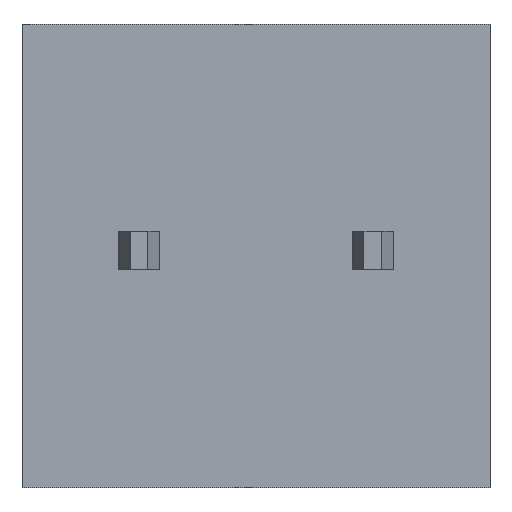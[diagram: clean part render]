
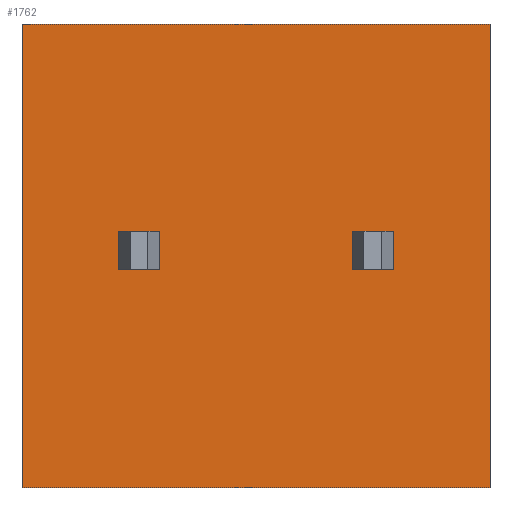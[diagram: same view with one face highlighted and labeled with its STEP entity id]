
A CAD part, front view. The second image highlights one B-rep face of the part: STEP entity #1762.
In plain terms, the highlighted planar face has unit normal (0, -1, 0).
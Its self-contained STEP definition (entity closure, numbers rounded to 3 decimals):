
#920 = ORIENTED_EDGE ( 'NONE', *, *, #1737, .T. ) ;
#927 = ORIENTED_EDGE ( 'NONE', *, *, #1743, .T. ) ;
#928 = ORIENTED_EDGE ( 'NONE', *, *, #1742, .T. ) ;
#929 = ORIENTED_EDGE ( 'NONE', *, *, #1744, .F. ) ;
#936 = ORIENTED_EDGE ( 'NONE', *, *, #1600, .F. ) ;
#937 = ORIENTED_EDGE ( 'NONE', *, *, #1705, .T. ) ;
#938 = ORIENTED_EDGE ( 'NONE', *, *, #1603, .F. ) ;
#939 = VERTEX_POINT ( 'NONE', #1928 ) ;
#943 = VERTEX_POINT ( 'NONE', #1932 ) ;
#945 = ORIENTED_EDGE ( 'NONE', *, *, #1565, .F. ) ;
#946 = ORIENTED_EDGE ( 'NONE', *, *, #1607, .F. ) ;
#947 = ORIENTED_EDGE ( 'NONE', *, *, #1706, .T. ) ;
#954 = ORIENTED_EDGE ( 'NONE', *, *, #1610, .F. ) ;
#955 = ORIENTED_EDGE ( 'NONE', *, *, #1575, .F. ) ;
#1026 = EDGE_LOOP ( 'NONE', ( #954, #947, #946, #955 ) ) ;
#1027 = EDGE_LOOP ( 'NONE', ( #938, #937, #936, #945 ) ) ;
#1028 = EDGE_LOOP ( 'NONE', ( #928, #927, #929, #920 ) ) ;
#1277 = VECTOR ( 'NONE', #3435, 1000. ) ;
#1282 = VECTOR ( 'NONE', #3432, 1000. ) ;
#1309 = VECTOR ( 'NONE', #3549, 1000. ) ;
#1311 = VECTOR ( 'NONE', #3546, 1000. ) ;
#1313 = VECTOR ( 'NONE', #3543, 1000. ) ;
#1322 = VECTOR ( 'NONE', #3528, 1000. ) ;
#1398 = VERTEX_POINT ( 'NONE', #1944 ) ;
#1401 = VERTEX_POINT ( 'NONE', #1947 ) ;
#1410 = VERTEX_POINT ( 'NONE', #1956 ) ;
#1411 = VERTEX_POINT ( 'NONE', #1957 ) ;
#1413 = VERTEX_POINT ( 'NONE', #1959 ) ;
#1565 = EDGE_CURVE ( 'NONE', #1985, #1999, #2543, .T. ) ;
#1575 = EDGE_CURVE ( 'NONE', #1401, #2163, #2573, .T. ) ;
#1600 = EDGE_CURVE ( 'NONE', #1999, #1410, #2648, .T. ) ;
#1603 = EDGE_CURVE ( 'NONE', #1398, #1985, #2657, .T. ) ;
#1607 = EDGE_CURVE ( 'NONE', #2163, #1413, #2669, .T. ) ;
#1610 = EDGE_CURVE ( 'NONE', #1411, #1401, #2678, .T. ) ;
#1705 = EDGE_CURVE ( 'NONE', #1398, #1410, #3430, .T. ) ;
#1706 = EDGE_CURVE ( 'NONE', #1411, #1413, #3433, .T. ) ;
#1737 = EDGE_CURVE ( 'NONE', #2401, #2403, #3526, .T. ) ;
#1742 = EDGE_CURVE ( 'NONE', #2403, #943, #3541, .T. ) ;
#1743 = EDGE_CURVE ( 'NONE', #943, #939, #3544, .T. ) ;
#1744 = EDGE_CURVE ( 'NONE', #2401, #939, #3547, .T. ) ;
#1762 = ADVANCED_FACE ( 'NONE', ( #5599, #5597, #5605 ), #3669, .T. ) ;
#1928 = CARTESIAN_POINT ( 'NONE',  ( -5.004, -7.874, -5.461 ) ) ;
#1932 = CARTESIAN_POINT ( 'NONE',  ( -5.004, -7.874, 4.445 ) ) ;
#1944 = CARTESIAN_POINT ( 'NONE',  ( -2.946, -7.874, -0.787 ) ) ;
#1947 = CARTESIAN_POINT ( 'NONE',  ( 2.943, -7.874, -0.787 ) ) ;
#1956 = CARTESIAN_POINT ( 'NONE',  ( -2.946, -7.874, 0.025 ) ) ;
#1957 = CARTESIAN_POINT ( 'NONE',  ( 2.054, -7.874, -0.787 ) ) ;
#1959 = CARTESIAN_POINT ( 'NONE',  ( 2.054, -7.874, 0.025 ) ) ;
#1985 = VERTEX_POINT ( 'NONE', #4437 ) ;
#1999 = VERTEX_POINT ( 'NONE', #4439 ) ;
#2163 = VERTEX_POINT ( 'NONE', #4470 ) ;
#2401 = VERTEX_POINT ( 'NONE', #4538 ) ;
#2403 = VERTEX_POINT ( 'NONE', #4539 ) ;
#2543 = LINE ( 'NONE', #2544, #5421 ) ;
#2544 = CARTESIAN_POINT ( 'NONE',  ( -2.057, -7.874, -0.787 ) ) ;
#2545 = DIRECTION ( 'NONE',  ( 0., 0., 1. ) ) ;
#2573 = LINE ( 'NONE', #2574, #5378 ) ;
#2574 = CARTESIAN_POINT ( 'NONE',  ( 2.943, -7.874, -0.787 ) ) ;
#2575 = DIRECTION ( 'NONE',  ( 0., 0., 1. ) ) ;
#2648 = LINE ( 'NONE', #2649, #5493 ) ;
#2649 = CARTESIAN_POINT ( 'NONE',  ( -2.057, -7.874, 0.025 ) ) ;
#2650 = DIRECTION ( 'NONE',  ( -1., 0., 0. ) ) ;
#2657 = LINE ( 'NONE', #2658, #5496 ) ;
#2658 = CARTESIAN_POINT ( 'NONE',  ( -2.946, -7.874, -0.787 ) ) ;
#2659 = DIRECTION ( 'NONE',  ( 1., 0., 0. ) ) ;
#2669 = LINE ( 'NONE', #2670, #5501 ) ;
#2670 = CARTESIAN_POINT ( 'NONE',  ( 2.943, -7.874, 0.025 ) ) ;
#2671 = DIRECTION ( 'NONE',  ( -1., 0., 0. ) ) ;
#2678 = LINE ( 'NONE', #2679, #5504 ) ;
#2679 = CARTESIAN_POINT ( 'NONE',  ( 2.054, -7.874, -0.787 ) ) ;
#2680 = DIRECTION ( 'NONE',  ( 1., 0., 0. ) ) ;
#3430 = LINE ( 'NONE', #3431, #1282 ) ;
#3431 = CARTESIAN_POINT ( 'NONE',  ( -2.946, -7.874, 4.445 ) ) ;
#3432 = DIRECTION ( 'NONE',  ( 0., 0., 1. ) ) ;
#3433 = LINE ( 'NONE', #3434, #1277 ) ;
#3434 = CARTESIAN_POINT ( 'NONE',  ( 2.054, -7.874, 4.445 ) ) ;
#3435 = DIRECTION ( 'NONE',  ( 0., 0., 1. ) ) ;
#3526 = LINE ( 'NONE', #3527, #1322 ) ;
#3527 = CARTESIAN_POINT ( 'NONE',  ( 5.004, -7.874, 4.445 ) ) ;
#3528 = DIRECTION ( 'NONE',  ( 0., 0., 1. ) ) ;
#3541 = LINE ( 'NONE', #3542, #1313 ) ;
#3542 = CARTESIAN_POINT ( 'NONE',  ( -5.004, -7.874, 4.445 ) ) ;
#3543 = DIRECTION ( 'NONE',  ( -1., 0., 0. ) ) ;
#3544 = LINE ( 'NONE', #3545, #1311 ) ;
#3545 = CARTESIAN_POINT ( 'NONE',  ( -5.004, -7.874, 0. ) ) ;
#3546 = DIRECTION ( 'NONE',  ( 0., 0., -1. ) ) ;
#3547 = LINE ( 'NONE', #3548, #1309 ) ;
#3548 = CARTESIAN_POINT ( 'NONE',  ( -5.004, -7.874, -5.461 ) ) ;
#3549 = DIRECTION ( 'NONE',  ( -1., 0., 0. ) ) ;
#3669 = PLANE ( 'NONE',  #5600 ) ;
#3670 = CARTESIAN_POINT ( 'NONE',  ( -5.004, -7.874, 4.445 ) ) ;
#3671 = DIRECTION ( 'NONE',  ( 0., -1., 0. ) ) ;
#3672 = DIRECTION ( 'NONE',  ( 0., 0., -1. ) ) ;
#4437 = CARTESIAN_POINT ( 'NONE',  ( -2.057, -7.874, -0.787 ) ) ;
#4439 = CARTESIAN_POINT ( 'NONE',  ( -2.057, -7.874, 0.025 ) ) ;
#4470 = CARTESIAN_POINT ( 'NONE',  ( 2.943, -7.874, 0.025 ) ) ;
#4538 = CARTESIAN_POINT ( 'NONE',  ( 5.004, -7.874, -5.461 ) ) ;
#4539 = CARTESIAN_POINT ( 'NONE',  ( 5.004, -7.874, 4.445 ) ) ;
#5378 = VECTOR ( 'NONE', #2575, 1000. ) ;
#5421 = VECTOR ( 'NONE', #2545, 1000. ) ;
#5493 = VECTOR ( 'NONE', #2650, 1000. ) ;
#5496 = VECTOR ( 'NONE', #2659, 1000. ) ;
#5501 = VECTOR ( 'NONE', #2671, 1000. ) ;
#5504 = VECTOR ( 'NONE', #2680, 1000. ) ;
#5597 = FACE_BOUND ( 'NONE', #1027, .T. ) ;
#5599 = FACE_BOUND ( 'NONE', #1026, .T. ) ;
#5600 = AXIS2_PLACEMENT_3D ( 'NONE', #3670, #3671, #3672 ) ;
#5605 = FACE_OUTER_BOUND ( 'NONE', #1028, .T. ) ;
